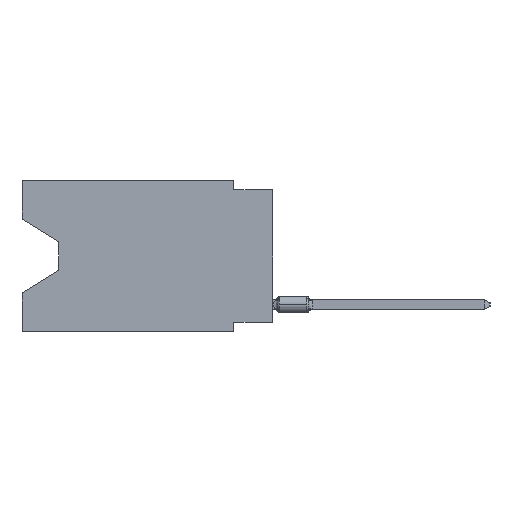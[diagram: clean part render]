
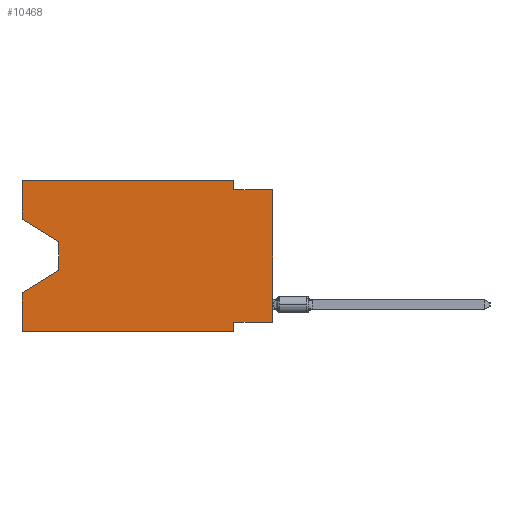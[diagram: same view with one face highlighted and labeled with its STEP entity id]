
A CAD part, left-side view. The second image highlights one B-rep face of the part: STEP entity #10468.
In plain terms, the highlighted planar face has unit normal (-1, 0, 0).
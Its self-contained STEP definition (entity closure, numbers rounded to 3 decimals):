
#664 = CARTESIAN_POINT ( 'NONE',  ( 0., 0., -9.271 ) ) ;
#666 = VECTOR ( 'NONE', #43439, 1000. ) ;
#1205 = CARTESIAN_POINT ( 'NONE',  ( 0., 16.383, 0. ) ) ;
#1476 = PLANE ( 'NONE',  #21060 ) ;
#2371 = LINE ( 'NONE', #10509, #33536 ) ;
#2461 = ORIENTED_EDGE ( 'NONE', *, *, #12563, .T. ) ;
#4555 = CARTESIAN_POINT ( 'NONE',  ( 0., 16.383, -9.906 ) ) ;
#4690 = ORIENTED_EDGE ( 'NONE', *, *, #42917, .F. ) ;
#4896 = CARTESIAN_POINT ( 'NONE',  ( 0., 16.383, -9.906 ) ) ;
#4930 = LINE ( 'NONE', #9131, #26927 ) ;
#5243 = VERTEX_POINT ( 'NONE', #28654 ) ;
#5310 = ORIENTED_EDGE ( 'NONE', *, *, #51385, .F. ) ;
#6399 = CARTESIAN_POINT ( 'NONE',  ( 0., 2.54, -9.271 ) ) ;
#6568 = DIRECTION ( 'NONE',  ( 0., 0., 1. ) ) ;
#7499 = VERTEX_POINT ( 'NONE', #49452 ) ;
#9131 = CARTESIAN_POINT ( 'NONE',  ( 0., 13.97, -4.013 ) ) ;
#9214 = CARTESIAN_POINT ( 'NONE',  ( 0., 16.383, -2.546 ) ) ;
#9368 = LINE ( 'NONE', #4896, #38081 ) ;
#10107 = CARTESIAN_POINT ( 'NONE',  ( 0., 2.54, 0. ) ) ;
#10468 = ADVANCED_FACE ( 'NONE', ( #40644 ), #1476, .F. ) ;
#10509 = CARTESIAN_POINT ( 'NONE',  ( 0., 0., 0. ) ) ;
#11001 = LINE ( 'NONE', #50116, #47684 ) ;
#11319 = CARTESIAN_POINT ( 'NONE',  ( 0., 13.97, -4.013 ) ) ;
#11696 = DIRECTION ( 'NONE',  ( 0., 0., -1. ) ) ;
#12563 = EDGE_CURVE ( 'NONE', #23823, #46090, #45628, .T. ) ;
#13265 = LINE ( 'NONE', #664, #45006 ) ;
#14181 = CARTESIAN_POINT ( 'NONE',  ( 0., 2.54, -0.635 ) ) ;
#14189 = LINE ( 'NONE', #22343, #47689 ) ;
#14316 = CARTESIAN_POINT ( 'NONE',  ( 0., 2.54, 0. ) ) ;
#14404 = DIRECTION ( 'NONE',  ( 0., -1., 0. ) ) ;
#14445 = EDGE_CURVE ( 'NONE', #42694, #7499, #44562, .T. ) ;
#16140 = VERTEX_POINT ( 'NONE', #14181 ) ;
#16861 = ORIENTED_EDGE ( 'NONE', *, *, #14445, .F. ) ;
#17130 = EDGE_LOOP ( 'NONE', ( #2461, #54657, #19487, #5310, #18035, #16861, #28021, #33618, #4690, #45754, #27083, #27589 ) ) ;
#18035 = ORIENTED_EDGE ( 'NONE', *, *, #44743, .T. ) ;
#19487 = ORIENTED_EDGE ( 'NONE', *, *, #30216, .T. ) ;
#20702 = DIRECTION ( 'NONE',  ( 0., -1., 0. ) ) ;
#21060 = AXIS2_PLACEMENT_3D ( 'NONE', #1205, #49006, #39817 ) ;
#22343 = CARTESIAN_POINT ( 'NONE',  ( 0., 0., -0.635 ) ) ;
#22818 = EDGE_CURVE ( 'NONE', #24754, #16140, #44490, .T. ) ;
#22907 = VERTEX_POINT ( 'NONE', #29327 ) ;
#23823 = VERTEX_POINT ( 'NONE', #9214 ) ;
#24614 = LINE ( 'NONE', #41629, #52173 ) ;
#24754 = VERTEX_POINT ( 'NONE', #14316 ) ;
#26927 = VECTOR ( 'NONE', #47453, 1000. ) ;
#27083 = ORIENTED_EDGE ( 'NONE', *, *, #43896, .F. ) ;
#27552 = EDGE_CURVE ( 'NONE', #32399, #42694, #13265, .T. ) ;
#27589 = ORIENTED_EDGE ( 'NONE', *, *, #27804, .F. ) ;
#27804 = EDGE_CURVE ( 'NONE', #23823, #22907, #11001, .T. ) ;
#28021 = ORIENTED_EDGE ( 'NONE', *, *, #27552, .F. ) ;
#28063 = CARTESIAN_POINT ( 'NONE',  ( 0., 16.383, -2.546 ) ) ;
#28364 = VECTOR ( 'NONE', #44556, 1000. ) ;
#28365 = CARTESIAN_POINT ( 'NONE',  ( 0., 2.54, -9.906 ) ) ;
#28631 = LINE ( 'NONE', #50121, #28364 ) ;
#28654 = CARTESIAN_POINT ( 'NONE',  ( 0., 13.97, -5.893 ) ) ;
#29327 = CARTESIAN_POINT ( 'NONE',  ( 0., 16.383, 0. ) ) ;
#30216 = EDGE_CURVE ( 'NONE', #5243, #42176, #28631, .T. ) ;
#31806 = VECTOR ( 'NONE', #11696, 1000. ) ;
#32399 = VERTEX_POINT ( 'NONE', #49838 ) ;
#33457 = EDGE_CURVE ( 'NONE', #46090, #5243, #4930, .T. ) ;
#33536 = VECTOR ( 'NONE', #6568, 1000. ) ;
#33618 = ORIENTED_EDGE ( 'NONE', *, *, #36374, .T. ) ;
#34247 = LINE ( 'NONE', #47367, #666 ) ;
#35513 = VERTEX_POINT ( 'NONE', #49755 ) ;
#35545 = VECTOR ( 'NONE', #50353, 1000. ) ;
#36374 = EDGE_CURVE ( 'NONE', #32399, #35513, #2371, .T. ) ;
#38081 = VECTOR ( 'NONE', #14404, 1000. ) ;
#39817 = DIRECTION ( 'NONE',  ( 0., 0., -1. ) ) ;
#40196 = DIRECTION ( 'NONE',  ( 0., -1., 0. ) ) ;
#40644 = FACE_OUTER_BOUND ( 'NONE', #17130, .T. ) ;
#41629 = CARTESIAN_POINT ( 'NONE',  ( 0., 16.383, 0. ) ) ;
#42176 = VERTEX_POINT ( 'NONE', #46797 ) ;
#42694 = VERTEX_POINT ( 'NONE', #6399 ) ;
#42917 = EDGE_CURVE ( 'NONE', #16140, #35513, #14189, .T. ) ;
#43439 = DIRECTION ( 'NONE',  ( 0., 0., 1. ) ) ;
#43789 = VECTOR ( 'NONE', #53471, 1000. ) ;
#43896 = EDGE_CURVE ( 'NONE', #22907, #24754, #24614, .T. ) ;
#44490 = LINE ( 'NONE', #10107, #31806 ) ;
#44556 = DIRECTION ( 'NONE',  ( 0., 0.855, -0.519 ) ) ;
#44562 = LINE ( 'NONE', #28365, #43789 ) ;
#44743 = EDGE_CURVE ( 'NONE', #44952, #7499, #9368, .T. ) ;
#44952 = VERTEX_POINT ( 'NONE', #4555 ) ;
#45006 = VECTOR ( 'NONE', #47379, 1000. ) ;
#45628 = LINE ( 'NONE', #28063, #35545 ) ;
#45754 = ORIENTED_EDGE ( 'NONE', *, *, #22818, .F. ) ;
#46090 = VERTEX_POINT ( 'NONE', #11319 ) ;
#46797 = CARTESIAN_POINT ( 'NONE',  ( 0., 16.383, -7.36 ) ) ;
#47367 = CARTESIAN_POINT ( 'NONE',  ( 0., 16.383, 0. ) ) ;
#47379 = DIRECTION ( 'NONE',  ( 0., 1., 0. ) ) ;
#47453 = DIRECTION ( 'NONE',  ( 0., 0., -1. ) ) ;
#47684 = VECTOR ( 'NONE', #49571, 1000. ) ;
#47689 = VECTOR ( 'NONE', #40196, 1000. ) ;
#49006 = DIRECTION ( 'NONE',  ( 1., 0., 0. ) ) ;
#49452 = CARTESIAN_POINT ( 'NONE',  ( 0., 2.54, -9.906 ) ) ;
#49571 = DIRECTION ( 'NONE',  ( 0., 0., 1. ) ) ;
#49755 = CARTESIAN_POINT ( 'NONE',  ( 0., 0., -0.635 ) ) ;
#49838 = CARTESIAN_POINT ( 'NONE',  ( 0., 0., -9.271 ) ) ;
#50116 = CARTESIAN_POINT ( 'NONE',  ( 0., 16.383, 0. ) ) ;
#50121 = CARTESIAN_POINT ( 'NONE',  ( 0., 13.97, -5.893 ) ) ;
#50353 = DIRECTION ( 'NONE',  ( 0., -0.855, -0.519 ) ) ;
#51385 = EDGE_CURVE ( 'NONE', #44952, #42176, #34247, .T. ) ;
#52173 = VECTOR ( 'NONE', #20702, 1000. ) ;
#53471 = DIRECTION ( 'NONE',  ( 0., 0., -1. ) ) ;
#54657 = ORIENTED_EDGE ( 'NONE', *, *, #33457, .T. ) ;
